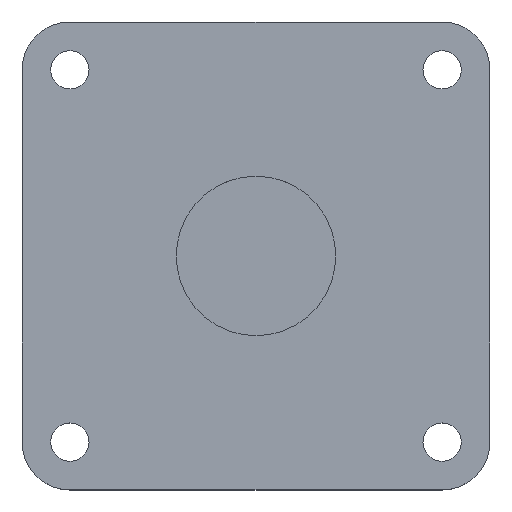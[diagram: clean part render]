
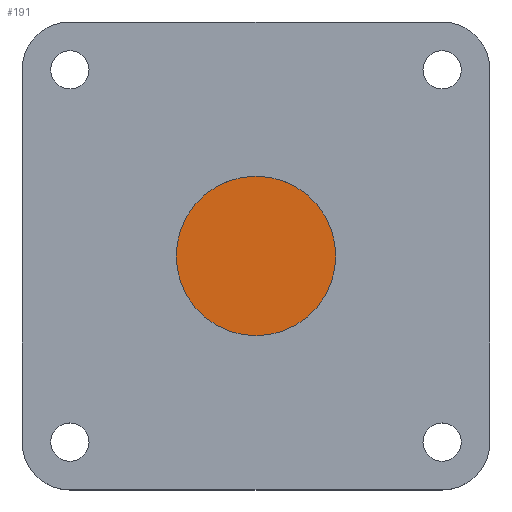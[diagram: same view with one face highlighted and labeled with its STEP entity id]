
A CAD part, top view. The second image highlights one B-rep face of the part: STEP entity #191.
In plain terms, the highlighted planar face has unit normal (0, 0, 1).
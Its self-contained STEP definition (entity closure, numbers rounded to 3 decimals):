
#130 = EDGE_CURVE ( 'NONE', #131, #132, #868, .T. ) ;
#131 = VERTEX_POINT ( 'NONE', #863 ) ;
#132 = VERTEX_POINT ( 'NONE', #862 ) ;
#191 = ADVANCED_FACE ( 'NONE', ( #1062 ), #1057, .T. ) ;
#192 = ORIENTED_EDGE ( 'NONE', *, *, #195, .T. ) ;
#194 = EDGE_LOOP ( 'NONE', ( #192, #200 ) ) ;
#195 = EDGE_CURVE ( 'NONE', #132, #131, #1050, .T. ) ;
#200 = ORIENTED_EDGE ( 'NONE', *, *, #130, .T. ) ;
#862 = CARTESIAN_POINT ( 'NONE',  ( 147.5, 110., 18. ) ) ;
#863 = CARTESIAN_POINT ( 'NONE',  ( 72.5, 110., 18. ) ) ;
#864 = DIRECTION ( 'NONE',  ( 1., 0., 0. ) ) ;
#865 = DIRECTION ( 'NONE',  ( 0., 0., 1. ) ) ;
#866 = CARTESIAN_POINT ( 'NONE',  ( 110., 110., 18. ) ) ;
#867 = AXIS2_PLACEMENT_3D ( 'NONE', #866, #865, #864 ) ;
#868 = CIRCLE ( 'NONE', #867, 37.5 ) ;
#1042 = DIRECTION ( 'NONE',  ( 1., 0., 0. ) ) ;
#1043 = DIRECTION ( 'NONE',  ( 0., 0., 1. ) ) ;
#1044 = CARTESIAN_POINT ( 'NONE',  ( 110., 110., 18. ) ) ;
#1045 = AXIS2_PLACEMENT_3D ( 'NONE', #1044, #1043, #1042 ) ;
#1050 = CIRCLE ( 'NONE', #1045, 37.5 ) ;
#1053 = DIRECTION ( 'NONE',  ( 1., 0., 0. ) ) ;
#1054 = DIRECTION ( 'NONE',  ( 0., 0., 1. ) ) ;
#1055 = CARTESIAN_POINT ( 'NONE',  ( 110., 110., 18. ) ) ;
#1056 = AXIS2_PLACEMENT_3D ( 'NONE', #1055, #1054, #1053 ) ;
#1057 = PLANE ( 'NONE',  #1056 ) ;
#1062 = FACE_OUTER_BOUND ( 'NONE', #194, .T. ) ;
